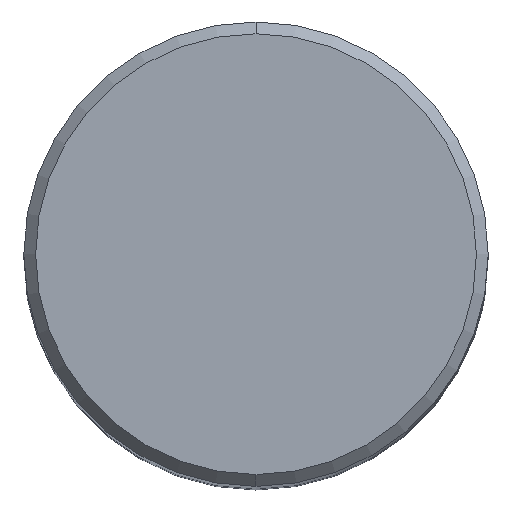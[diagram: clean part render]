
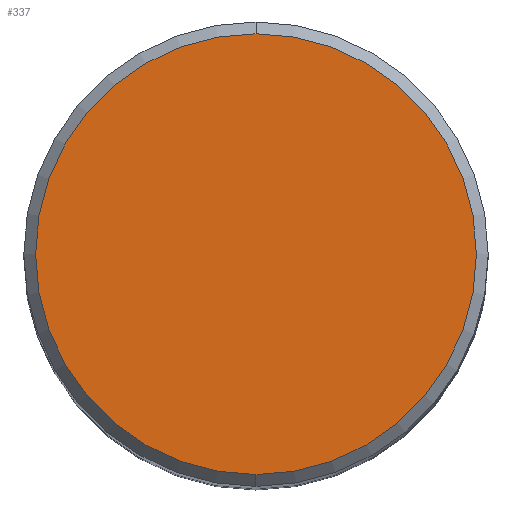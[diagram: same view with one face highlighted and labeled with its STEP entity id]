
A CAD part, top view. The second image highlights one B-rep face of the part: STEP entity #337.
In plain terms, the highlighted planar face has unit normal (0, 0, 1).
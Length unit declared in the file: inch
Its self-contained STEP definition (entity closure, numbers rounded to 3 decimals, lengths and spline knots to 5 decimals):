
#28 = ORIENTED_EDGE ( 'NONE', *, *, #272, .T. ) ;
#34 = CARTESIAN_POINT ( 'NONE',  ( 0., 0.3737, 0. ) ) ;
#36 = CIRCLE ( 'NONE', #329, 0.3737 ) ;
#44 = FACE_OUTER_BOUND ( 'NONE', #168, .T. ) ;
#61 = CARTESIAN_POINT ( 'NONE',  ( 0., 0., 0. ) ) ;
#67 = DIRECTION ( 'NONE',  ( 0., 0., 1. ) ) ;
#111 = CARTESIAN_POINT ( 'NONE',  ( 0., 0., 0. ) ) ;
#117 = EDGE_CURVE ( 'NONE', #198, #227, #136, .T. ) ;
#136 = CIRCLE ( 'NONE', #176, 0.3737 ) ;
#137 = AXIS2_PLACEMENT_3D ( 'NONE', #34, #364, #175 ) ;
#168 = EDGE_LOOP ( 'NONE', ( #28, #288 ) ) ;
#175 = DIRECTION ( 'NONE',  ( 0., 1., 0. ) ) ;
#176 = AXIS2_PLACEMENT_3D ( 'NONE', #111, #384, #354 ) ;
#198 = VERTEX_POINT ( 'NONE', #360 ) ;
#212 = CARTESIAN_POINT ( 'NONE',  ( 0., 0.3737, 0. ) ) ;
#221 = DIRECTION ( 'NONE',  ( 0., -1., 0. ) ) ;
#227 = VERTEX_POINT ( 'NONE', #212 ) ;
#272 = EDGE_CURVE ( 'NONE', #227, #198, #36, .T. ) ;
#288 = ORIENTED_EDGE ( 'NONE', *, *, #117, .T. ) ;
#329 = AXIS2_PLACEMENT_3D ( 'NONE', #61, #67, #221 ) ;
#337 = ADVANCED_FACE ( 'NONE', ( #44 ), #391, .F. ) ;
#354 = DIRECTION ( 'NONE',  ( 0., -1., 0. ) ) ;
#360 = CARTESIAN_POINT ( 'NONE',  ( 0., -0.3737, 0. ) ) ;
#364 = DIRECTION ( 'NONE',  ( 0., 0., -1. ) ) ;
#384 = DIRECTION ( 'NONE',  ( 0., 0., 1. ) ) ;
#391 = PLANE ( 'NONE',  #137 ) ;
